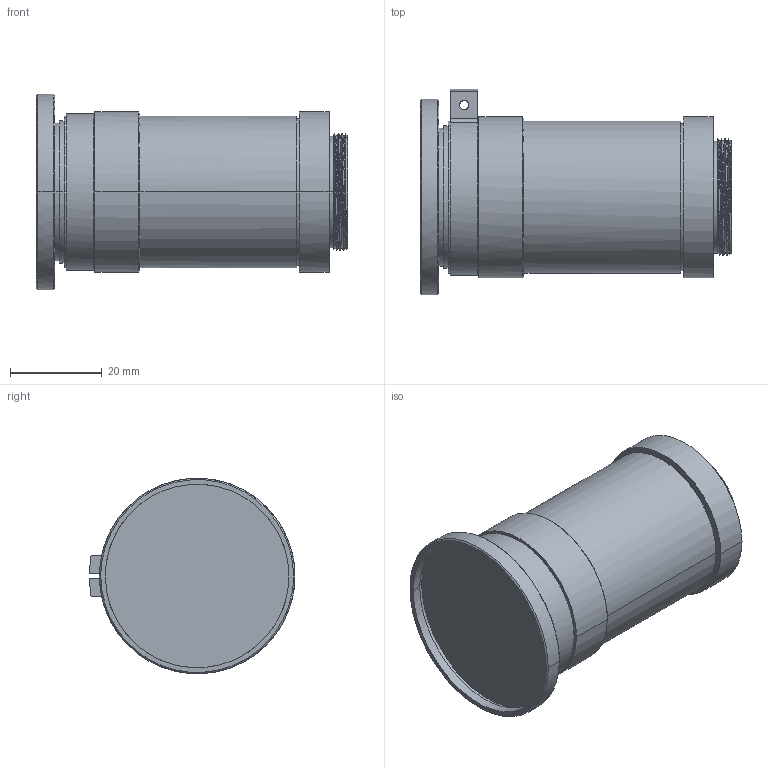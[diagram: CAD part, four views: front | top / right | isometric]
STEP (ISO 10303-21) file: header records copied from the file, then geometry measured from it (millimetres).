
FILE_DESCRIPTION (( 'STEP AP203' ), '1' );
FILE_NAME ('600068.STEP', '2022-07-26T10:13:04', ( '' ), ( '' ), 'SwSTEP 2.0', 'SolidWorks 2020', '' );
FILE_SCHEMA (( 'CONFIG_CONTROL_DESIGN' ));
Length unit declared in the file: millimetre
Products named in the file (1): 600068
Bounding box: 67.62 x 44.74 x 42.45 mm (x, y, z)
Volume: 45656.9 mm3; surface area: 17314.4 mm2
Topology: 3 solids, 3 shells, 89 faces, 196 edges, 128 vertices
Faces by surface type: bspline 81, cone 8
Entity records: 5440 total; most frequent: CARTESIAN_POINT 3968, ORIENTED_EDGE 392, EDGE_CURVE 196, VERTEX_POINT 128, EDGE_LOOP 110, B_SPLINE_CURVE_WITH_KNOTS 89, FACE_OUTER_BOUND 89, ADVANCED_FACE 89
